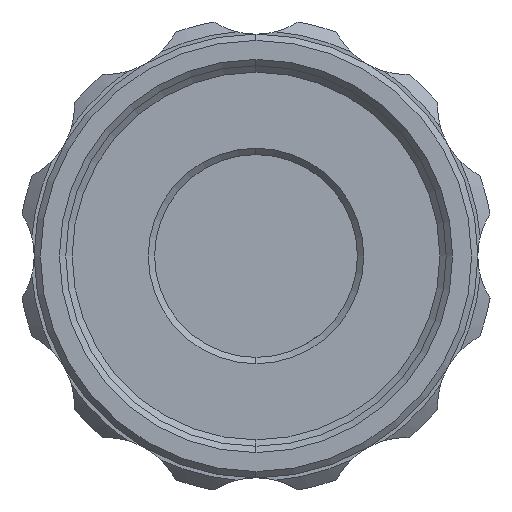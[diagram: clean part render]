
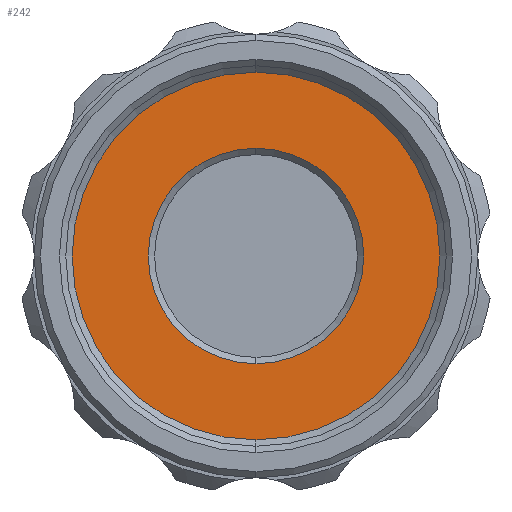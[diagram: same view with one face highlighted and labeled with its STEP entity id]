
A CAD part, front view. The second image highlights one B-rep face of the part: STEP entity #242.
In plain terms, the highlighted planar face has unit normal (0, -1, 0).
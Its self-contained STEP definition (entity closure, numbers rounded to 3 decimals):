
#242 = ADVANCED_FACE ( 'NONE', ( #1936, #1935 ), #1979, .F. ) ;
#243 = ORIENTED_EDGE ( 'NONE', *, *, #385, .T. ) ;
#267 = EDGE_CURVE ( 'NONE', #869, #960, #1884, .T. ) ;
#269 = ORIENTED_EDGE ( 'NONE', *, *, #267, .T. ) ;
#305 = EDGE_LOOP ( 'NONE', ( #243, #384 ) ) ;
#382 = ORIENTED_EDGE ( 'NONE', *, *, #871, .T. ) ;
#383 = EDGE_LOOP ( 'NONE', ( #382, #269 ) ) ;
#384 = ORIENTED_EDGE ( 'NONE', *, *, #1071, .T. ) ;
#385 = EDGE_CURVE ( 'NONE', #989, #988, #2142, .T. ) ;
#869 = VERTEX_POINT ( 'NONE', #3021 ) ;
#871 = EDGE_CURVE ( 'NONE', #960, #869, #3043, .T. ) ;
#960 = VERTEX_POINT ( 'NONE', #3248 ) ;
#988 = VERTEX_POINT ( 'NONE', #3265 ) ;
#989 = VERTEX_POINT ( 'NONE', #3264 ) ;
#1071 = EDGE_CURVE ( 'NONE', #988, #989, #1558, .T. ) ;
#1529 = DIRECTION ( 'NONE',  ( 0., 0., 1. ) ) ;
#1536 = CARTESIAN_POINT ( 'NONE',  ( 0., -3.5, 0. ) ) ;
#1558 = CIRCLE ( 'NONE', #1632, 5.8 ) ;
#1632 = AXIS2_PLACEMENT_3D ( 'NONE', #1536, #1674, #1529 ) ;
#1674 = DIRECTION ( 'NONE',  ( 0., -1., 0. ) ) ;
#1871 = CARTESIAN_POINT ( 'NONE',  ( 0., -3.5, 0. ) ) ;
#1881 = DIRECTION ( 'NONE',  ( 0., 0., 1. ) ) ;
#1882 = DIRECTION ( 'NONE',  ( 0., 1., 0. ) ) ;
#1883 = AXIS2_PLACEMENT_3D ( 'NONE', #1871, #1882, #1881 ) ;
#1884 = CIRCLE ( 'NONE', #1883, 3.4 ) ;
#1935 = FACE_BOUND ( 'NONE', #383, .T. ) ;
#1936 = FACE_OUTER_BOUND ( 'NONE', #305, .T. ) ;
#1979 = PLANE ( 'NONE',  #1994 ) ;
#1992 = DIRECTION ( 'NONE',  ( 0., 1., 0. ) ) ;
#1993 = CARTESIAN_POINT ( 'NONE',  ( -6., -3.5, 0. ) ) ;
#1994 = AXIS2_PLACEMENT_3D ( 'NONE', #1993, #1992, #2019 ) ;
#2019 = DIRECTION ( 'NONE',  ( 0., 0., 1. ) ) ;
#2134 = DIRECTION ( 'NONE',  ( 0., 0., 1. ) ) ;
#2135 = DIRECTION ( 'NONE',  ( 0., -1., 0. ) ) ;
#2136 = CARTESIAN_POINT ( 'NONE',  ( 0., -3.5, 0. ) ) ;
#2137 = AXIS2_PLACEMENT_3D ( 'NONE', #2136, #2135, #2134 ) ;
#2142 = CIRCLE ( 'NONE', #2137, 5.8 ) ;
#3010 = DIRECTION ( 'NONE',  ( 0., 0., 1. ) ) ;
#3011 = DIRECTION ( 'NONE',  ( 0., 1., 0. ) ) ;
#3021 = CARTESIAN_POINT ( 'NONE',  ( 0., -3.5, 3.4 ) ) ;
#3041 = CARTESIAN_POINT ( 'NONE',  ( 0., -3.5, 0. ) ) ;
#3042 = AXIS2_PLACEMENT_3D ( 'NONE', #3041, #3011, #3010 ) ;
#3043 = CIRCLE ( 'NONE', #3042, 3.4 ) ;
#3248 = CARTESIAN_POINT ( 'NONE',  ( 0., -3.5, -3.4 ) ) ;
#3264 = CARTESIAN_POINT ( 'NONE',  ( 0., -3.5, -5.8 ) ) ;
#3265 = CARTESIAN_POINT ( 'NONE',  ( 0., -3.5, 5.8 ) ) ;
